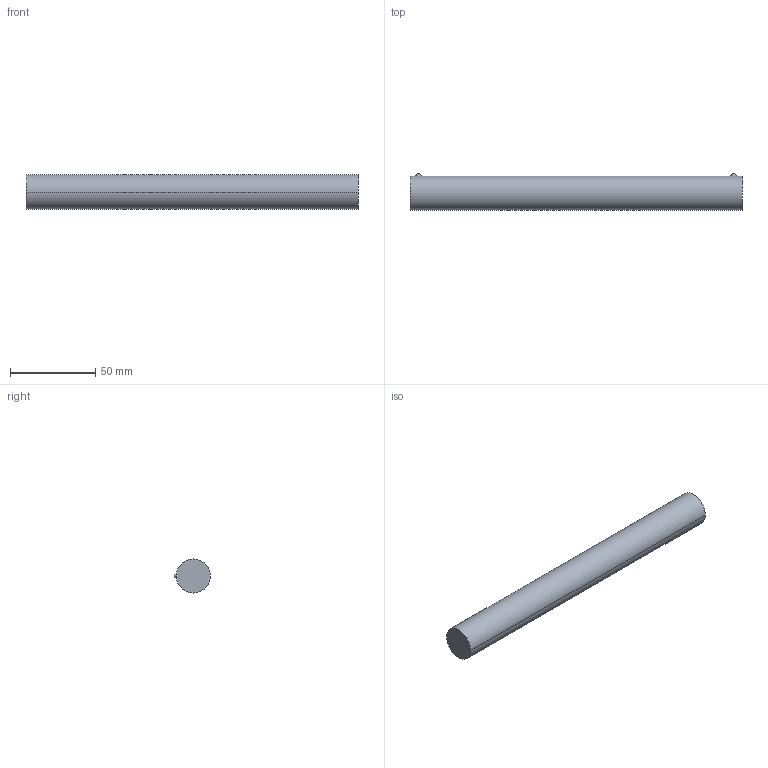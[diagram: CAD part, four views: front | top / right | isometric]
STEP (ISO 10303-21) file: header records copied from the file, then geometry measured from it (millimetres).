
FILE_DESCRIPTION(('STEP AP214'),'1');
FILE_NAME('Haste.stp','2020-05-16T20:32:28',(' '),(' '),'Spatial InterOp 3D',' ',' ');
FILE_SCHEMA(('AUTOMOTIVE_DESIGN { 1 0 10303 214 1 1 1 1 }'));
Length unit declared in the file: metre
Products named in the file (1): Sólido
Bounding box: 195 x 21.49 x 20 mm (x, y, z)
Volume: 61275.6 mm3; surface area: 12895.7 mm2
Topology: 1 solids, 1 shells, 10 faces, 30 edges, 14 vertices
Faces by surface type: sphere 6, cylinder 2, plane 2
Entity records: 513 total; most frequent: CARTESIAN_POINT 185, DIRECTION 50, ORIENTED_EDGE 44, AXIS2_PLACEMENT_3D 23, EDGE_CURVE 22, VERTEX_POINT 14, CIRCLE 12, STYLED_ITEM 11
